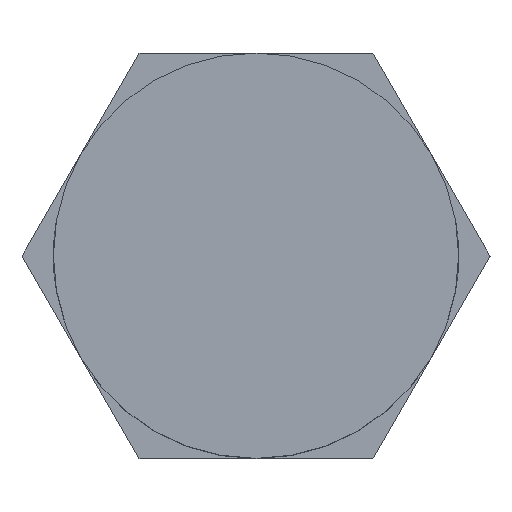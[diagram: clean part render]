
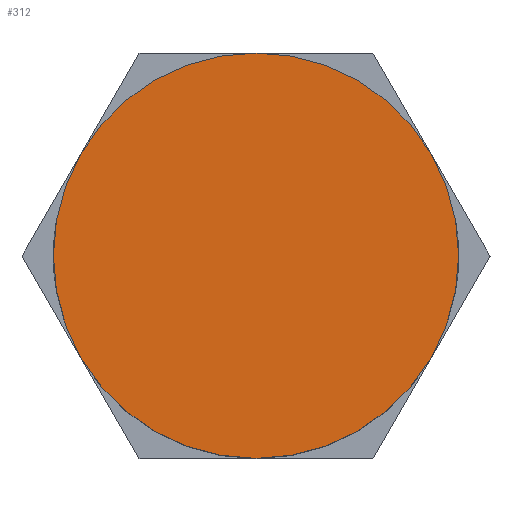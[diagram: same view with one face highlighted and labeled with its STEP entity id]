
A CAD part, top view. The second image highlights one B-rep face of the part: STEP entity #312.
In plain terms, the highlighted planar face has unit normal (0, 0, 1).
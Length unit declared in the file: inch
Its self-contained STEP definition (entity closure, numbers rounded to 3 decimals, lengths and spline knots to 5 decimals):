
#57 = DIRECTION ( 'NONE',  ( -1., 0., 0. ) ) ;
#74 = DIRECTION ( 'NONE',  ( 0., 0., -1. ) ) ;
#123 = AXIS2_PLACEMENT_3D ( 'NONE', #790, #74, #57 ) ;
#179 = CARTESIAN_POINT ( 'NONE',  ( 0.556, 0., 1.34 ) ) ;
#183 = CARTESIAN_POINT ( 'NONE',  ( 0., 0., 1.34 ) ) ;
#249 = EDGE_LOOP ( 'NONE', ( #688, #532 ) ) ;
#294 = EDGE_CURVE ( 'NONE', #889, #461, #707, .T. ) ;
#312 = ADVANCED_FACE ( 'NONE', ( #377 ), #462, .F. ) ;
#317 = CIRCLE ( 'NONE', #831, 0.556 ) ;
#326 = CARTESIAN_POINT ( 'NONE',  ( -0.556, 0., 1.34 ) ) ;
#377 = FACE_OUTER_BOUND ( 'NONE', #249, .T. ) ;
#382 = DIRECTION ( 'NONE',  ( -1., 0., 0. ) ) ;
#397 = AXIS2_PLACEMENT_3D ( 'NONE', #1039, #960, #382 ) ;
#461 = VERTEX_POINT ( 'NONE', #326 ) ;
#462 = PLANE ( 'NONE',  #397 ) ;
#532 = ORIENTED_EDGE ( 'NONE', *, *, #294, .F. ) ;
#688 = ORIENTED_EDGE ( 'NONE', *, *, #887, .F. ) ;
#707 = CIRCLE ( 'NONE', #123, 0.556 ) ;
#790 = CARTESIAN_POINT ( 'NONE',  ( 0., 0., 1.34 ) ) ;
#831 = AXIS2_PLACEMENT_3D ( 'NONE', #183, #927, #921 ) ;
#887 = EDGE_CURVE ( 'NONE', #461, #889, #317, .T. ) ;
#889 = VERTEX_POINT ( 'NONE', #179 ) ;
#921 = DIRECTION ( 'NONE',  ( -1., 0., 0. ) ) ;
#927 = DIRECTION ( 'NONE',  ( 0., 0., -1. ) ) ;
#960 = DIRECTION ( 'NONE',  ( 0., 0., -1. ) ) ;
#1039 = CARTESIAN_POINT ( 'NONE',  ( 0.556, 0., 1.34 ) ) ;
